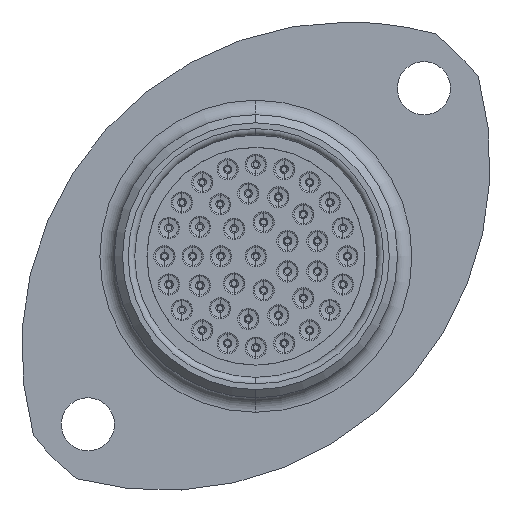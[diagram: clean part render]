
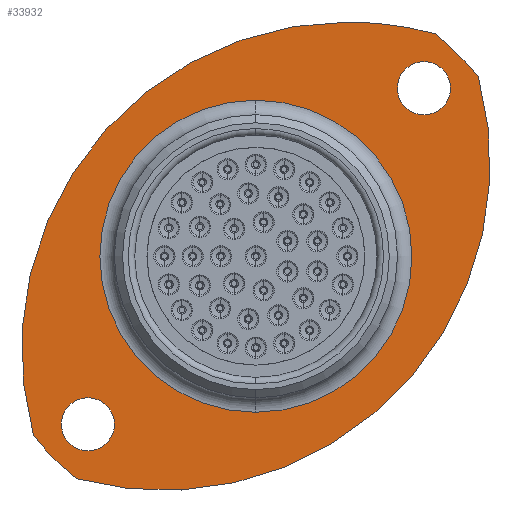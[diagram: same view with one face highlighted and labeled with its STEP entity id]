
A CAD part, left-side view. The second image highlights one B-rep face of the part: STEP entity #33932.
In plain terms, the highlighted planar face has unit normal (-1, 0, 0).
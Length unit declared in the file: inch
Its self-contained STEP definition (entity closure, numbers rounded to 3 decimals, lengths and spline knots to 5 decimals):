
#13962 = EDGE_CURVE ( 'NONE', #74747, #74753, #21571, .T. ) ;
#14035 = EDGE_CURVE ( 'NONE', #74873, #74884, #54797, .T. ) ;
#14041 = EDGE_CURVE ( 'NONE', #74863, #74875, #54814, .T. ) ;
#14044 = EDGE_CURVE ( 'NONE', #74643, #74649, #54821, .T. ) ;
#18132 = CARTESIAN_POINT ( 'NONE',  ( 0.11095, 0.4457, -0.30785 ) ) ;
#18137 = CARTESIAN_POINT ( 'NONE',  ( 0.11095, 1.41454, -1.27669 ) ) ;
#18140 = CARTESIAN_POINT ( 'NONE',  ( 0.11095, 1.51807, -1.17317 ) ) ;
#21571 = CIRCLE ( 'NONE', #21574, 0.37618 ) ;
#21574 = AXIS2_PLACEMENT_3D ( 'NONE', #57236, #57238, #57240 ) ;
#28662 = EDGE_CURVE ( 'NONE', #68965, #68969, #44111, .T. ) ;
#28663 = EDGE_CURVE ( 'NONE', #74753, #74747, #44115, .T. ) ;
#28678 = EDGE_CURVE ( 'NONE', #74863, #68958, #44135, .T. ) ;
#28683 = EDGE_CURVE ( 'NONE', #68965, #68958, #44148, .T. ) ;
#28686 = EDGE_CURVE ( 'NONE', #74649, #74643, #44153, .T. ) ;
#28706 = EDGE_CURVE ( 'NONE', #74884, #74873, #44183, .T. ) ;
#28708 = EDGE_CURVE ( 'NONE', #74875, #68969, #44195, .T. ) ;
#28920 = CARTESIAN_POINT ( 'NONE',  ( 0.11095, 1.38694, -1.20954 ) ) ;
#28925 = CARTESIAN_POINT ( 'NONE',  ( 0.11095, 1.38694, -1.08159 ) ) ;
#28997 = CARTESIAN_POINT ( 'NONE',  ( 0.11095, 0.98188, -0.36433 ) ) ;
#29000 = CARTESIAN_POINT ( 'NONE',  ( 0.11095, 0.98188, -1.11669 ) ) ;
#29081 = CARTESIAN_POINT ( 'NONE',  ( 0.11095, 0.54922, -0.20432 ) ) ;
#29088 = CARTESIAN_POINT ( 'NONE',  ( 0.11095, 0.57683, -0.39943 ) ) ;
#29089 = CARTESIAN_POINT ( 'NONE',  ( 0.11095, 0.75917, -0.17582 ) ) ;
#29095 = CARTESIAN_POINT ( 'NONE',  ( 0.11095, 0.57683, -0.27148 ) ) ;
#33932 = ADVANCED_FACE ( 'NONE', ( #83817, #83819, #83821, #83823 ), #83816, .F. ) ;
#35564 = ORIENTED_EDGE ( 'NONE', *, *, #28663, .T. ) ;
#35565 = ORIENTED_EDGE ( 'NONE', *, *, #13962, .T. ) ;
#35566 = ORIENTED_EDGE ( 'NONE', *, *, #28686, .F. ) ;
#35567 = ORIENTED_EDGE ( 'NONE', *, *, #14044, .F. ) ;
#35568 = ORIENTED_EDGE ( 'NONE', *, *, #28706, .F. ) ;
#35569 = ORIENTED_EDGE ( 'NONE', *, *, #14035, .F. ) ;
#35570 = ORIENTED_EDGE ( 'NONE', *, *, #14041, .T. ) ;
#35571 = ORIENTED_EDGE ( 'NONE', *, *, #28708, .T. ) ;
#35572 = ORIENTED_EDGE ( 'NONE', *, *, #28662, .F. ) ;
#35573 = ORIENTED_EDGE ( 'NONE', *, *, #28683, .T. ) ;
#35574 = ORIENTED_EDGE ( 'NONE', *, *, #28678, .F. ) ;
#39652 = CARTESIAN_POINT ( 'NONE',  ( 0.11095, 0.98188, -0.74051 ) ) ;
#39653 = DIRECTION ( 'NONE',  ( 1., 0., 0. ) ) ;
#39654 = DIRECTION ( 'NONE',  ( 0., 0., -1. ) ) ;
#39656 = CARTESIAN_POINT ( 'NONE',  ( 0.11095, 0.98188, -0.74051 ) ) ;
#39657 = DIRECTION ( 'NONE',  ( 1., 0., 0. ) ) ;
#39658 = DIRECTION ( 'NONE',  ( 0., 0., -1. ) ) ;
#39702 = CARTESIAN_POINT ( 'NONE',  ( 0.11095, 0.98188, -0.74051 ) ) ;
#39703 = DIRECTION ( 'NONE',  ( 1., 0., 0. ) ) ;
#39704 = DIRECTION ( 'NONE',  ( 0., 0., -1. ) ) ;
#39719 = CARTESIAN_POINT ( 'NONE',  ( 0.11095, 1.20459, -0.5178 ) ) ;
#39720 = DIRECTION ( 'NONE',  ( -1., 0., 0. ) ) ;
#39721 = DIRECTION ( 'NONE',  ( 0., 0., 1. ) ) ;
#39726 = CARTESIAN_POINT ( 'NONE',  ( 0.11095, 1.38694, -1.14556 ) ) ;
#39727 = DIRECTION ( 'NONE',  ( -1., 0., 0. ) ) ;
#39728 = DIRECTION ( 'NONE',  ( 0., 0., 1. ) ) ;
#39786 = CARTESIAN_POINT ( 'NONE',  ( 0.11095, 0.57683, -0.33545 ) ) ;
#39787 = DIRECTION ( 'NONE',  ( -1., 0., 0. ) ) ;
#39788 = DIRECTION ( 'NONE',  ( 0., 0., 1. ) ) ;
#39794 = CARTESIAN_POINT ( 'NONE',  ( 0.11095, 0.75917, -0.96322 ) ) ;
#39795 = DIRECTION ( 'NONE',  ( -1., 0., 0. ) ) ;
#39796 = DIRECTION ( 'NONE',  ( 0., 0., 1. ) ) ;
#44111 = CIRCLE ( 'NONE', #44116, 0.68898 ) ;
#44115 = CIRCLE ( 'NONE', #44118, 0.37618 ) ;
#44116 = AXIS2_PLACEMENT_3D ( 'NONE', #39652, #39653, #39654 ) ;
#44118 = AXIS2_PLACEMENT_3D ( 'NONE', #39656, #39657, #39658 ) ;
#44135 = CIRCLE ( 'NONE', #44141, 0.68898 ) ;
#44141 = AXIS2_PLACEMENT_3D ( 'NONE', #39702, #39703, #39704 ) ;
#44148 = CIRCLE ( 'NONE', #44151, 0.7874 ) ;
#44151 = AXIS2_PLACEMENT_3D ( 'NONE', #39719, #39720, #39721 ) ;
#44153 = CIRCLE ( 'NONE', #44156, 0.06398 ) ;
#44156 = AXIS2_PLACEMENT_3D ( 'NONE', #39726, #39727, #39728 ) ;
#44183 = CIRCLE ( 'NONE', #44194, 0.06398 ) ;
#44194 = AXIS2_PLACEMENT_3D ( 'NONE', #39786, #39787, #39788 ) ;
#44195 = CIRCLE ( 'NONE', #44198, 0.7874 ) ;
#44198 = AXIS2_PLACEMENT_3D ( 'NONE', #39794, #39795, #39796 ) ;
#54797 = CIRCLE ( 'NONE', #54806, 0.06398 ) ;
#54806 = AXIS2_PLACEMENT_3D ( 'NONE', #57712, #57713, #57715 ) ;
#54814 = CIRCLE ( 'NONE', #54818, 0.7874 ) ;
#54818 = AXIS2_PLACEMENT_3D ( 'NONE', #57744, #57745, #57746 ) ;
#54821 = CIRCLE ( 'NONE', #54825, 0.06398 ) ;
#54825 = AXIS2_PLACEMENT_3D ( 'NONE', #57761, #57763, #57765 ) ;
#57236 = CARTESIAN_POINT ( 'NONE',  ( 0.11095, 0.98188, -0.74051 ) ) ;
#57238 = DIRECTION ( 'NONE',  ( 1., 0., 0. ) ) ;
#57240 = DIRECTION ( 'NONE',  ( 0., 0., -1. ) ) ;
#57712 = CARTESIAN_POINT ( 'NONE',  ( 0.11095, 0.57683, -0.33545 ) ) ;
#57713 = DIRECTION ( 'NONE',  ( -1., 0., 0. ) ) ;
#57715 = DIRECTION ( 'NONE',  ( 0., 0., 1. ) ) ;
#57744 = CARTESIAN_POINT ( 'NONE',  ( 0.11095, 0.75917, -0.96322 ) ) ;
#57745 = DIRECTION ( 'NONE',  ( -1., 0., 0. ) ) ;
#57746 = DIRECTION ( 'NONE',  ( 0., 0., 1. ) ) ;
#57761 = CARTESIAN_POINT ( 'NONE',  ( 0.11095, 1.38694, -1.14556 ) ) ;
#57763 = DIRECTION ( 'NONE',  ( -1., 0., 0. ) ) ;
#57765 = DIRECTION ( 'NONE',  ( 0., 0., 1. ) ) ;
#68958 = VERTEX_POINT ( 'NONE', #18132 ) ;
#68965 = VERTEX_POINT ( 'NONE', #18137 ) ;
#68969 = VERTEX_POINT ( 'NONE', #18140 ) ;
#74643 = VERTEX_POINT ( 'NONE', #28920 ) ;
#74649 = VERTEX_POINT ( 'NONE', #28925 ) ;
#74747 = VERTEX_POINT ( 'NONE', #28997 ) ;
#74753 = VERTEX_POINT ( 'NONE', #29000 ) ;
#74863 = VERTEX_POINT ( 'NONE', #29081 ) ;
#74873 = VERTEX_POINT ( 'NONE', #29088 ) ;
#74875 = VERTEX_POINT ( 'NONE', #29089 ) ;
#74884 = VERTEX_POINT ( 'NONE', #29095 ) ;
#81427 = AXIS2_PLACEMENT_3D ( 'NONE', #83833, #83834, #83835 ) ;
#83816 = PLANE ( 'NONE',  #81427 ) ;
#83817 = FACE_BOUND ( 'NONE', #84971, .T. ) ;
#83819 = FACE_BOUND ( 'NONE', #84976, .T. ) ;
#83821 = FACE_BOUND ( 'NONE', #84985, .T. ) ;
#83823 = FACE_OUTER_BOUND ( 'NONE', #84980, .T. ) ;
#83833 = CARTESIAN_POINT ( 'NONE',  ( 0.11095, 1.67086, -0.74051 ) ) ;
#83834 = DIRECTION ( 'NONE',  ( 1., 0., 0. ) ) ;
#83835 = DIRECTION ( 'NONE',  ( 0., 0., -1. ) ) ;
#84971 = EDGE_LOOP ( 'NONE', ( #35564, #35565 ) ) ;
#84976 = EDGE_LOOP ( 'NONE', ( #35566, #35567 ) ) ;
#84980 = EDGE_LOOP ( 'NONE', ( #35570, #35571, #35572, #35573, #35574 ) ) ;
#84985 = EDGE_LOOP ( 'NONE', ( #35568, #35569 ) ) ;
